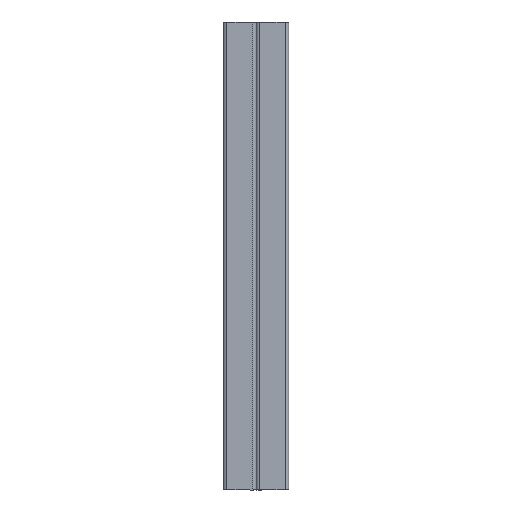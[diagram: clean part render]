
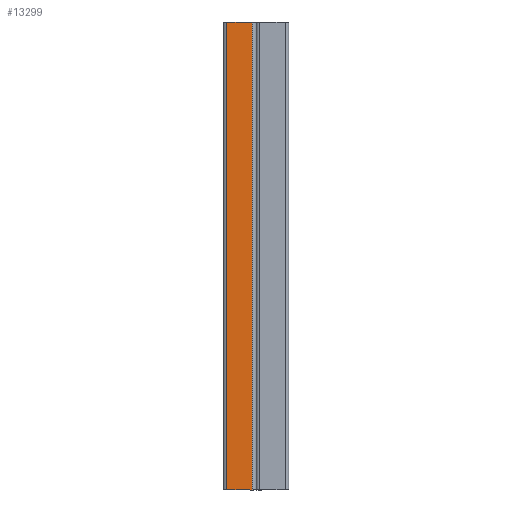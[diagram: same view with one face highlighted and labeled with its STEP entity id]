
A CAD part, left-side view. The second image highlights one B-rep face of the part: STEP entity #13299.
In plain terms, the highlighted planar face has unit normal (-1, 0, 0).
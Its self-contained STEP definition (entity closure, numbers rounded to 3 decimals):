
#174 = VERTEX_POINT ( 'NONE', #14526 ) ;
#323 = VERTEX_POINT ( 'NONE', #11896 ) ;
#731 = EDGE_CURVE ( 'NONE', #13017, #174, #3506, .T. ) ;
#795 = LINE ( 'NONE', #16152, #16065 ) ;
#1286 = DIRECTION ( 'NONE',  ( 0., 1., 0. ) ) ;
#2543 = FACE_OUTER_BOUND ( 'NONE', #17099, .T. ) ;
#2916 = LINE ( 'NONE', #10633, #4841 ) ;
#3506 = LINE ( 'NONE', #7721, #16017 ) ;
#3806 = VERTEX_POINT ( 'NONE', #14794 ) ;
#4421 = LINE ( 'NONE', #13799, #11192 ) ;
#4841 = VECTOR ( 'NONE', #1286, 1000. ) ;
#5083 = CARTESIAN_POINT ( 'NONE',  ( -20.5, 0., -150. ) ) ;
#5130 = EDGE_CURVE ( 'NONE', #13017, #323, #4421, .T. ) ;
#5135 = DIRECTION ( 'NONE',  ( 1., 0., 0. ) ) ;
#7721 = CARTESIAN_POINT ( 'NONE',  ( -20.5, 0., -300. ) ) ;
#8450 = DIRECTION ( 'NONE',  ( 0., 0., 1. ) ) ;
#9158 = ORIENTED_EDGE ( 'NONE', *, *, #14372, .F. ) ;
#9265 = DIRECTION ( 'NONE',  ( 0., 0., 1. ) ) ;
#9952 = AXIS2_PLACEMENT_3D ( 'NONE', #5083, #5135, #14620 ) ;
#10216 = ORIENTED_EDGE ( 'NONE', *, *, #731, .F. ) ;
#10633 = CARTESIAN_POINT ( 'NONE',  ( -20.5, 0., 0. ) ) ;
#11118 = CARTESIAN_POINT ( 'NONE',  ( -20.5, 2.25, -300. ) ) ;
#11192 = VECTOR ( 'NONE', #8450, 1000. ) ;
#11896 = CARTESIAN_POINT ( 'NONE',  ( -20.5, 2.25, 0. ) ) ;
#13017 = VERTEX_POINT ( 'NONE', #11118 ) ;
#13074 = ORIENTED_EDGE ( 'NONE', *, *, #14454, .T. ) ;
#13299 = ADVANCED_FACE ( 'NONE', ( #2543 ), #17404, .F. ) ;
#13799 = CARTESIAN_POINT ( 'NONE',  ( -20.5, 2.25, -150. ) ) ;
#14372 = EDGE_CURVE ( 'NONE', #174, #3806, #795, .T. ) ;
#14454 = EDGE_CURVE ( 'NONE', #323, #3806, #2916, .T. ) ;
#14526 = CARTESIAN_POINT ( 'NONE',  ( -20.5, 18.75, -300. ) ) ;
#14620 = DIRECTION ( 'NONE',  ( 0., 0., -1. ) ) ;
#14623 = DIRECTION ( 'NONE',  ( 0., 1., 0. ) ) ;
#14794 = CARTESIAN_POINT ( 'NONE',  ( -20.5, 18.75, 0. ) ) ;
#15224 = ORIENTED_EDGE ( 'NONE', *, *, #5130, .T. ) ;
#16017 = VECTOR ( 'NONE', #14623, 1000. ) ;
#16065 = VECTOR ( 'NONE', #9265, 1000. ) ;
#16152 = CARTESIAN_POINT ( 'NONE',  ( -20.5, 18.75, -150. ) ) ;
#17099 = EDGE_LOOP ( 'NONE', ( #13074, #9158, #10216, #15224 ) ) ;
#17404 = PLANE ( 'NONE',  #9952 ) ;
